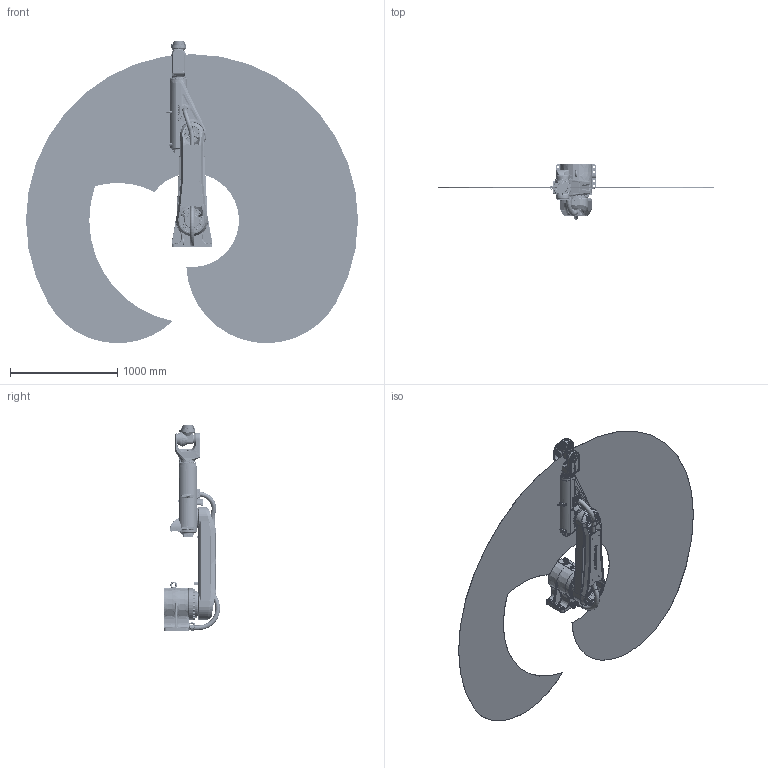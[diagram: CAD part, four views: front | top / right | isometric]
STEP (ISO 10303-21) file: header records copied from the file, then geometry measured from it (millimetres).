
FILE_DESCRIPTION(/* description */ (''),/* implementation_level */ '2;1');
FILE_NAME(/* name */ '3D-model_AT_40005.stp',/* time_stamp */ '2023-04-13T10:59:42+02:00',/* author */ ('tim.stocker'),/* organization */ (''),/* preprocessor_version */ 'ST-DEVELOPER v16.5',/* originating_system */ 'Autodesk Inventor 2017',/* authorisation */ '');
FILE_SCHEMA (('AUTOMOTIVE_DESIGN { 1 0 10303 214 3 1 1 }'));
Products named in the file (9): MT_WST00114050 Dummy Grundgestell; MT_WST00113207 DUMMY Schulter; MT_WST00105753 Hand; DIN 580 - M8; MT_WST00112079 Kabel; MT_WST00105762 Schwinge; MT_WST00112390 Arbeitsbereich; MT_WST00106130 Hand
Assembly tree (8 placements, depth 2):
   
    MT_WST00114050 Dummy Grundgestell
    MT_WST00113207 DUMMY Schulter
    MT_WST00105753 Hand
    DIN 580 - M8
    MT_WST00112079 Kabel
    MT_WST00105762 Schwinge
    MT_WST00112390 Arbeitsbereich
    MT_WST00106130 Hand
Bounding box: 3093.08 x 522.05 x 2817.41 mm (x, y, z)
Volume: 86093381.2 mm3; surface area: 14350226.7 mm2
Topology: 8 solids, 10 shells, 4092 faces, 9965 edges, 6117 vertices
Faces by surface type: plane 1222, cylinder 1103, bspline 1082, torus 379, cone 220, sphere 86
Full cylindrical faces by diameter (mm): 2.5 x3, 3.242 x4, 3.8 x4, 4 x7, 4.134 x8, 4.2 x4, 4.5 x2, 4.917 x7, 5.8 x3, 6 x1, 6.3 x2, 6.6 x1, 6.647 x12, 6.7 x1, 6.8 x6, 7 x1, 7.53 x2, 7.6 x4, 8 x6, 8.5 x43, 9 x1, 10 x25, 10.106 x4, 11.6 x8, 12 x8, 13 x10, 14 x2, 15 x3, 15.4 x1, 16 x43
Entity records: 213999 total; most frequent: CARTESIAN_POINT 123546, ORIENTED_EDGE 17770, DIRECTION 17202, EDGE_CURVE 8885, AXIS2_PLACEMENT_3D 7383, VERTEX_POINT 5862, EDGE_LOOP 5191, FACE_OUTER_BOUND 4092
